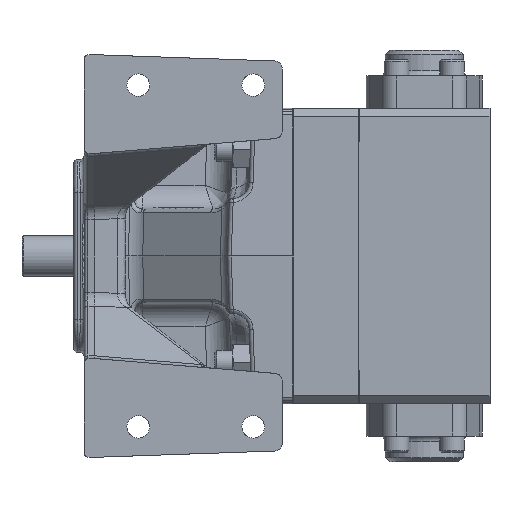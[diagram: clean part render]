
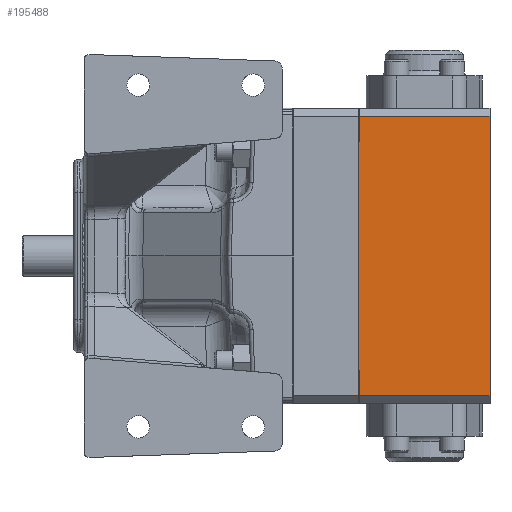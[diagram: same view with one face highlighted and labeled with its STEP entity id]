
A CAD part, front view. The second image highlights one B-rep face of the part: STEP entity #195488.
In plain terms, the highlighted planar face has unit normal (0, -1, 0).
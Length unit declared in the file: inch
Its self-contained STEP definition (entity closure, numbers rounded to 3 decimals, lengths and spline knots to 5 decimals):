
#5535 = DIRECTION ( 'NONE',  ( 0., 1., 0. ) ) ;
#14727 = EDGE_CURVE ( 'NONE', #15205, #111209, #115434, .T. ) ;
#15205 = VERTEX_POINT ( 'NONE', #138329 ) ;
#20122 = EDGE_CURVE ( 'NONE', #63233, #200893, #181576, .T. ) ;
#28755 = EDGE_CURVE ( 'NONE', #200952, #15205, #158270, .T. ) ;
#31425 = DIRECTION ( 'NONE',  ( 0., 0., 1. ) ) ;
#37989 = ORIENTED_EDGE ( 'NONE', *, *, #20122, .T. ) ;
#44398 = EDGE_CURVE ( 'NONE', #111209, #56705, #87756, .T. ) ;
#55092 = LINE ( 'NONE', #182834, #170206 ) ;
#56705 = VERTEX_POINT ( 'NONE', #182760 ) ;
#59804 = ORIENTED_EDGE ( 'NONE', *, *, #186512, .T. ) ;
#60063 = FACE_OUTER_BOUND ( 'NONE', #144571, .T. ) ;
#63233 = VERTEX_POINT ( 'NONE', #129037 ) ;
#63850 = VECTOR ( 'NONE', #121109, 39.37008 ) ;
#76058 = VECTOR ( 'NONE', #192259, 39.37008 ) ;
#77004 = CARTESIAN_POINT ( 'NONE',  ( 5.9965, -6., -4.25 ) ) ;
#78522 = LINE ( 'NONE', #93568, #156845 ) ;
#78641 = DIRECTION ( 'NONE',  ( -1., 0., 0. ) ) ;
#79228 = ORIENTED_EDGE ( 'NONE', *, *, #14727, .F. ) ;
#82178 = ORIENTED_EDGE ( 'NONE', *, *, #28755, .F. ) ;
#82842 = CARTESIAN_POINT ( 'NONE',  ( 2.0115, -6., -3.47948 ) ) ;
#85764 = DIRECTION ( 'NONE',  ( 1., 0., 0. ) ) ;
#87756 = LINE ( 'NONE', #127616, #166050 ) ;
#91013 = VECTOR ( 'NONE', #31425, 39.37008 ) ;
#93568 = CARTESIAN_POINT ( 'NONE',  ( 5.9965, -6., -4.25 ) ) ;
#95940 = LINE ( 'NONE', #141037, #91013 ) ;
#99447 = CARTESIAN_POINT ( 'NONE',  ( 6.0865, -6., 4.54 ) ) ;
#102301 = CARTESIAN_POINT ( 'NONE',  ( 2.0115, -6., -3.47948 ) ) ;
#105331 = EDGE_CURVE ( 'NONE', #108545, #200952, #152060, .T. ) ;
#108545 = VERTEX_POINT ( 'NONE', #181514 ) ;
#109336 = DIRECTION ( 'NONE',  ( 0., 0., -1. ) ) ;
#111209 = VERTEX_POINT ( 'NONE', #184985 ) ;
#112378 = AXIS2_PLACEMENT_3D ( 'NONE', #99447, #5535, #115238 ) ;
#113854 = VECTOR ( 'NONE', #132256, 39.37008 ) ;
#115238 = DIRECTION ( 'NONE',  ( 0., 0., 1. ) ) ;
#115434 = LINE ( 'NONE', #178718, #113854 ) ;
#118276 = EDGE_CURVE ( 'NONE', #63233, #129466, #78522, .T. ) ;
#121109 = DIRECTION ( 'NONE',  ( 0., 0., 1. ) ) ;
#123815 = ORIENTED_EDGE ( 'NONE', *, *, #118276, .F. ) ;
#127616 = CARTESIAN_POINT ( 'NONE',  ( 2.0115, -6., 3.47948 ) ) ;
#129037 = CARTESIAN_POINT ( 'NONE',  ( 5.9965, -6., 4.25 ) ) ;
#129466 = VERTEX_POINT ( 'NONE', #77004 ) ;
#130309 = PLANE ( 'NONE',  #112378 ) ;
#132256 = DIRECTION ( 'NONE',  ( 0., 0., 1. ) ) ;
#136879 = CARTESIAN_POINT ( 'NONE',  ( 2.0115, -6., 4.54 ) ) ;
#138329 = CARTESIAN_POINT ( 'NONE',  ( 1.9985, -6., -3.47948 ) ) ;
#141037 = CARTESIAN_POINT ( 'NONE',  ( 2.0115, -6., 4.54 ) ) ;
#144571 = EDGE_LOOP ( 'NONE', ( #79228, #82178, #151131, #59804, #123815, #37989, #184029, #180740 ) ) ;
#151131 = ORIENTED_EDGE ( 'NONE', *, *, #105331, .F. ) ;
#152060 = LINE ( 'NONE', #136879, #63850 ) ;
#156845 = VECTOR ( 'NONE', #109336, 39.37008 ) ;
#158270 = LINE ( 'NONE', #82842, #76058 ) ;
#166050 = VECTOR ( 'NONE', #191093, 39.37008 ) ;
#170206 = VECTOR ( 'NONE', #85764, 39.37008 ) ;
#172379 = CARTESIAN_POINT ( 'NONE',  ( 1.9965, -6., 4.25 ) ) ;
#176576 = EDGE_CURVE ( 'NONE', #56705, #200893, #95940, .T. ) ;
#178718 = CARTESIAN_POINT ( 'NONE',  ( 1.9985, -6., 4.54 ) ) ;
#178975 = CARTESIAN_POINT ( 'NONE',  ( 2.0115, -6., 4.25 ) ) ;
#180740 = ORIENTED_EDGE ( 'NONE', *, *, #44398, .F. ) ;
#181514 = CARTESIAN_POINT ( 'NONE',  ( 2.0115, -6., -4.25 ) ) ;
#181576 = LINE ( 'NONE', #172379, #187039 ) ;
#182760 = CARTESIAN_POINT ( 'NONE',  ( 2.0115, -6., 3.47948 ) ) ;
#182834 = CARTESIAN_POINT ( 'NONE',  ( 6.0865, -6., -4.25 ) ) ;
#184029 = ORIENTED_EDGE ( 'NONE', *, *, #176576, .F. ) ;
#184985 = CARTESIAN_POINT ( 'NONE',  ( 1.9985, -6., 3.47948 ) ) ;
#186512 = EDGE_CURVE ( 'NONE', #108545, #129466, #55092, .T. ) ;
#187039 = VECTOR ( 'NONE', #78641, 39.37008 ) ;
#191093 = DIRECTION ( 'NONE',  ( 1., 0., 0. ) ) ;
#192259 = DIRECTION ( 'NONE',  ( -1., 0., 0. ) ) ;
#195488 = ADVANCED_FACE ( 'NONE', ( #60063 ), #130309, .F. ) ;
#200893 = VERTEX_POINT ( 'NONE', #178975 ) ;
#200952 = VERTEX_POINT ( 'NONE', #102301 ) ;
